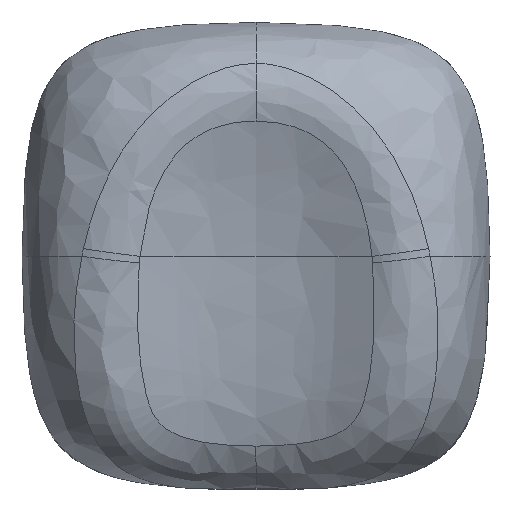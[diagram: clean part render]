
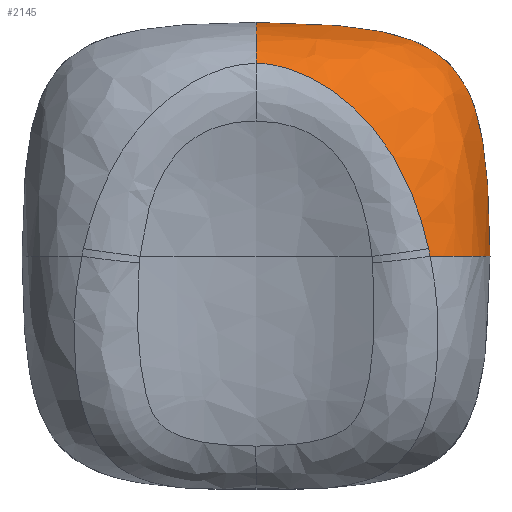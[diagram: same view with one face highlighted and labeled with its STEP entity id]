
A CAD part, top view. The second image highlights one B-rep face of the part: STEP entity #2145.
In plain terms, the highlighted free-form (B-spline) face has degree [3, 3] with [8, 5] control points.
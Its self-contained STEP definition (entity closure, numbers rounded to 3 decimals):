
#15=(
BOUNDED_CURVE()
B_SPLINE_CURVE(5,(#6988,#6989,#6990,#6991,#6992,#6993,#6994,#6995),
 .UNSPECIFIED.,.F.,.F.)
B_SPLINE_CURVE_WITH_KNOTS((6,1,1,6),(0.095,0.2,0.4,0.536),
 .UNSPECIFIED.)
CURVE()
GEOMETRIC_REPRESENTATION_ITEM()
RATIONAL_B_SPLINE_CURVE((1.,1.,1.,1.,1.,1.,1.,1.))
REPRESENTATION_ITEM('')
);
#16=(
BOUNDED_CURVE()
B_SPLINE_CURVE(5,(#7010,#7011,#7012,#7013,#7014,#7015,#7016,#7017,#7018),
 .UNSPECIFIED.,.F.,.F.)
B_SPLINE_CURVE_WITH_KNOTS((6,1,1,1,6),(0.095,0.2,0.4,0.6,0.619),
 .UNSPECIFIED.)
CURVE()
GEOMETRIC_REPRESENTATION_ITEM()
RATIONAL_B_SPLINE_CURVE((1.,1.,1.,1.,1.,1.,1.,1.,1.))
REPRESENTATION_ITEM('')
);
#310=FACE_OUTER_BOUND('',#449,.T.);
#449=EDGE_LOOP('',(#1858,#1859,#1860,#1861,#1862));
#711=B_SPLINE_CURVE_WITH_KNOTS('',3,(#6682,#6683,#6684,#6685,#6686,#6687,
#6688,#6689,#6690,#6691,#6692,#6693,#6694,#6695),.UNSPECIFIED.,.F.,.F.,
(4,1,1,1,1,1,1,1,1,1,1,4),(-1.392,-1.193,-0.994,
-0.895,-0.795,-0.696,-0.596,
-0.547,-0.497,-0.398,-0.199,
0.),.UNSPECIFIED.);
#716=B_SPLINE_CURVE_WITH_KNOTS('',3,(#6997,#6998,#6999,#7000,#7001,#7002,
#7003,#7004),.UNSPECIFIED.,.F.,.F.,(4,1,1,1,1,4),(-0.881,-0.63,
-0.378,-0.126,-0.094,0.),
 .UNSPECIFIED.);
#717=B_SPLINE_CURVE_WITH_KNOTS('',3,(#7006,#7007,#7008,#7009),
 .UNSPECIFIED.,.F.,.F.,(4,4),(-0.027,0.),.UNSPECIFIED.);
#922=VERTEX_POINT('',#6579);
#924=VERTEX_POINT('',#6680);
#928=VERTEX_POINT('',#6987);
#929=VERTEX_POINT('',#6996);
#930=VERTEX_POINT('',#7005);
#1235=EDGE_CURVE('',#924,#922,#711,.T.);
#1243=EDGE_CURVE('',#924,#928,#15,.T.);
#1244=EDGE_CURVE('',#929,#928,#716,.T.);
#1245=EDGE_CURVE('',#930,#929,#717,.T.);
#1246=EDGE_CURVE('',#922,#930,#16,.T.);
#1858=ORIENTED_EDGE('',*,*,#1235,.F.);
#1859=ORIENTED_EDGE('',*,*,#1243,.T.);
#1860=ORIENTED_EDGE('',*,*,#1244,.F.);
#1861=ORIENTED_EDGE('',*,*,#1245,.F.);
#1862=ORIENTED_EDGE('',*,*,#1246,.F.);
#2011=B_SPLINE_SURFACE_WITH_KNOTS('',3,3,((#6947,#6948,#6949,#6950,#6951),
(#6952,#6953,#6954,#6955,#6956),(#6957,#6958,#6959,#6960,#6961),(#6962,
#6963,#6964,#6965,#6966),(#6967,#6968,#6969,#6970,#6971),(#6972,#6973,#6974,
#6975,#6976),(#6977,#6978,#6979,#6980,#6981),(#6982,#6983,#6984,#6985,#6986)),
 .UNSPECIFIED.,.F.,.F.,.F.,(4,1,1,1,1,4),(4,1,4),(0.,0.143,
0.286,0.571,0.857,1.),(0.095,
0.339,0.664),.UNSPECIFIED.);
#2145=ADVANCED_FACE('',(#310),#2011,.T.);
#6579=CARTESIAN_POINT('',(8.961,0.,1.077));
#6680=CARTESIAN_POINT('',(0.,8.961,1.077));
#6682=CARTESIAN_POINT('Ctrl Pts',(0.,8.961,
1.077));
#6683=CARTESIAN_POINT('Ctrl Pts',(0.677,8.961,1.077));
#6684=CARTESIAN_POINT('Ctrl Pts',(2.029,8.93,1.087));
#6685=CARTESIAN_POINT('Ctrl Pts',(3.732,8.809,1.125));
#6686=CARTESIAN_POINT('Ctrl Pts',(5.162,8.549,1.181));
#6687=CARTESIAN_POINT('Ctrl Pts',(6.27,8.208,1.242));
#6688=CARTESIAN_POINT('Ctrl Pts',(7.445,7.451,1.3));
#6689=CARTESIAN_POINT('Ctrl Pts',(8.084,6.467,1.252));
#6690=CARTESIAN_POINT('Ctrl Pts',(8.371,5.722,1.211));
#6691=CARTESIAN_POINT('Ctrl Pts',(8.584,4.985,1.174));
#6692=CARTESIAN_POINT('Ctrl Pts',(8.804,3.74,1.125));
#6693=CARTESIAN_POINT('Ctrl Pts',(8.932,2.027,1.088));
#6694=CARTESIAN_POINT('Ctrl Pts',(8.961,0.677,1.077));
#6695=CARTESIAN_POINT('Ctrl Pts',(8.961,0.,
1.077));
#6947=CARTESIAN_POINT('Ctrl Pts',(8.961,0.,
1.077));
#6948=CARTESIAN_POINT('Ctrl Pts',(8.894,0.,
1.948));
#6949=CARTESIAN_POINT('Ctrl Pts',(8.539,0.,
3.666));
#6950=CARTESIAN_POINT('Ctrl Pts',(7.418,0.,
4.801));
#6951=CARTESIAN_POINT('Ctrl Pts',(6.186,0.,
5.261));
#6952=CARTESIAN_POINT('Ctrl Pts',(8.961,0.914,1.077));
#6953=CARTESIAN_POINT('Ctrl Pts',(8.894,0.871,1.948));
#6954=CARTESIAN_POINT('Ctrl Pts',(8.539,0.773,3.666));
#6955=CARTESIAN_POINT('Ctrl Pts',(7.418,0.627,4.801));
#6956=CARTESIAN_POINT('Ctrl Pts',(6.186,0.507,5.261));
#6957=CARTESIAN_POINT('Ctrl Pts',(8.913,2.759,1.077));
#6958=CARTESIAN_POINT('Ctrl Pts',(8.834,2.646,1.948));
#6959=CARTESIAN_POINT('Ctrl Pts',(8.456,2.358,3.666));
#6960=CARTESIAN_POINT('Ctrl Pts',(7.325,1.904,4.801));
#6961=CARTESIAN_POINT('Ctrl Pts',(6.1,1.538,5.261));
#6962=CARTESIAN_POINT('Ctrl Pts',(8.538,5.933,1.077));
#6963=CARTESIAN_POINT('Ctrl Pts',(8.411,5.746,1.948));
#6964=CARTESIAN_POINT('Ctrl Pts',(7.932,5.2,3.666));
#6965=CARTESIAN_POINT('Ctrl Pts',(6.762,4.241,4.801));
#6966=CARTESIAN_POINT('Ctrl Pts',(5.593,3.44,5.261));
#6967=CARTESIAN_POINT('Ctrl Pts',(7.211,8.27,1.077));
#6968=CARTESIAN_POINT('Ctrl Pts',(7.017,8.107,1.948));
#6969=CARTESIAN_POINT('Ctrl Pts',(6.411,7.55,3.666));
#6970=CARTESIAN_POINT('Ctrl Pts',(5.275,6.346,4.801));
#6971=CARTESIAN_POINT('Ctrl Pts',(4.297,5.217,5.261));
#6972=CARTESIAN_POINT('Ctrl Pts',(3.715,8.881,1.077));
#6973=CARTESIAN_POINT('Ctrl Pts',(3.566,8.797,1.948));
#6974=CARTESIAN_POINT('Ctrl Pts',(3.176,8.41,3.666));
#6975=CARTESIAN_POINT('Ctrl Pts',(2.559,7.275,4.801));
#6976=CARTESIAN_POINT('Ctrl Pts',(2.063,6.056,5.261));
#6977=CARTESIAN_POINT('Ctrl Pts',(0.914,8.961,1.077));
#6978=CARTESIAN_POINT('Ctrl Pts',(0.872,8.893,1.948));
#6979=CARTESIAN_POINT('Ctrl Pts',(0.773,8.539,3.666));
#6980=CARTESIAN_POINT('Ctrl Pts',(0.624,7.419,4.801));
#6981=CARTESIAN_POINT('Ctrl Pts',(0.507,6.186,5.261));
#6982=CARTESIAN_POINT('Ctrl Pts',(0.,8.961,
1.077));
#6983=CARTESIAN_POINT('Ctrl Pts',(0.,8.894,
1.948));
#6984=CARTESIAN_POINT('Ctrl Pts',(0.,8.539,
3.666));
#6985=CARTESIAN_POINT('Ctrl Pts',(0.,7.418,
4.801));
#6986=CARTESIAN_POINT('Ctrl Pts',(0.,6.186,
5.261));
#6987=CARTESIAN_POINT('',(0.,7.388,4.626));
#6988=CARTESIAN_POINT('Ctrl Pts',(0.,8.961,
1.077));
#6989=CARTESIAN_POINT('Ctrl Pts',(0.,8.944,
1.302));
#6990=CARTESIAN_POINT('Ctrl Pts',(0.,8.879,
1.933));
#6991=CARTESIAN_POINT('Ctrl Pts',(0.,8.722,
2.758));
#6992=CARTESIAN_POINT('Ctrl Pts',(0.,8.459,
3.466));
#6993=CARTESIAN_POINT('Ctrl Pts',(0.,8.039,
4.071));
#6994=CARTESIAN_POINT('Ctrl Pts',(0.,7.592,
4.473));
#6995=CARTESIAN_POINT('Ctrl Pts',(0.,7.388,
4.626));
#6996=CARTESIAN_POINT('',(6.608,0.293,5.083));
#6997=CARTESIAN_POINT('Ctrl Pts',(6.608,0.293,5.083));
#6998=CARTESIAN_POINT('Ctrl Pts',(6.402,1.216,5.167));
#6999=CARTESIAN_POINT('Ctrl Pts',(5.84,3.018,5.28));
#7000=CARTESIAN_POINT('Ctrl Pts',(4.131,5.619,5.238));
#7001=CARTESIAN_POINT('Ctrl Pts',(2.21,6.881,4.878));
#7002=CARTESIAN_POINT('Ctrl Pts',(0.826,7.319,4.663));
#7003=CARTESIAN_POINT('Ctrl Pts',(0.355,7.388,4.626));
#7004=CARTESIAN_POINT('Ctrl Pts',(0.,7.388,
4.626));
#7005=CARTESIAN_POINT('',(6.67,0.,5.056));
#7006=CARTESIAN_POINT('Ctrl Pts',(6.67,0.,
5.056));
#7007=CARTESIAN_POINT('Ctrl Pts',(6.65,0.098,5.066));
#7008=CARTESIAN_POINT('Ctrl Pts',(6.63,0.196,5.075));
#7009=CARTESIAN_POINT('Ctrl Pts',(6.608,0.293,5.083));
#7010=CARTESIAN_POINT('Ctrl Pts',(8.961,0.,
1.077));
#7011=CARTESIAN_POINT('Ctrl Pts',(8.944,0.,
1.302));
#7012=CARTESIAN_POINT('Ctrl Pts',(8.879,0.,
1.933));
#7013=CARTESIAN_POINT('Ctrl Pts',(8.699,0.,
2.878));
#7014=CARTESIAN_POINT('Ctrl Pts',(8.368,0.,
3.699));
#7015=CARTESIAN_POINT('Ctrl Pts',(7.806,0.,
4.377));
#7016=CARTESIAN_POINT('Ctrl Pts',(7.132,0.,
4.828));
#7017=CARTESIAN_POINT('Ctrl Pts',(6.707,0.,
5.038));
#7018=CARTESIAN_POINT('Ctrl Pts',(6.67,0.,
5.056));
